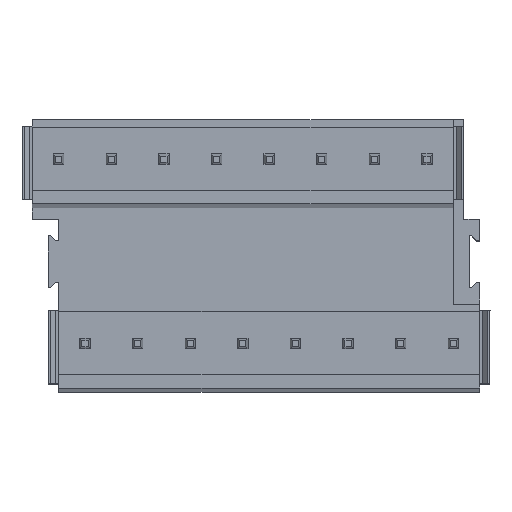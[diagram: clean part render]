
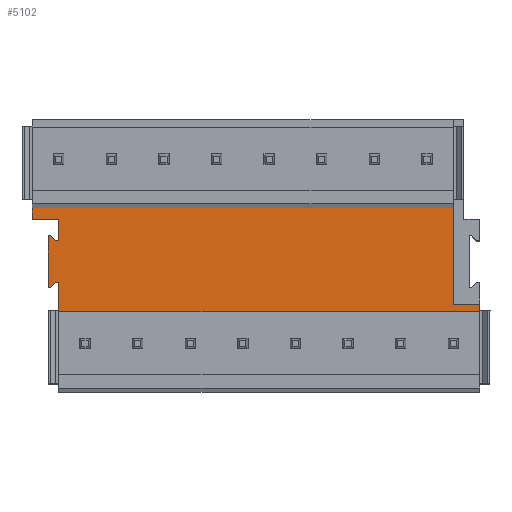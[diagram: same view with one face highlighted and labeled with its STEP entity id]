
A CAD part, top view. The second image highlights one B-rep face of the part: STEP entity #5102.
In plain terms, the highlighted planar face has unit normal (0, 0, 1).
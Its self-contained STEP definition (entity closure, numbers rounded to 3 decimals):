
#3409=AXIS2_PLACEMENT_3D('Plane Axis2P3D',#3406,#3407,#3408) ;
#40=CARTESIAN_POINT('Vertex',(44.18,8.5,15.2)) ;
#56=CARTESIAN_POINT('Vertex',(41.64,8.5,15.2)) ;
#59=CARTESIAN_POINT('Line Origine',(42.91,8.5,15.2)) ;
#111=CARTESIAN_POINT('Vertex',(41.64,18.58,15.2)) ;
#114=CARTESIAN_POINT('Line Origine',(41.64,13.54,15.2)) ;
#213=CARTESIAN_POINT('Line Origine',(44.18,8.15,15.2)) ;
#217=CARTESIAN_POINT('Vertex',(44.18,7.8,15.2)) ;
#3406=CARTESIAN_POINT('Axis2P3D Location',(11.16,0.4,15.2)) ;
#4506=CARTESIAN_POINT('Line Origine',(23.86,7.8,15.2)) ;
#4510=CARTESIAN_POINT('Vertex',(3.54,7.8,15.2)) ;
#4600=CARTESIAN_POINT('Vertex',(1.,18.58,15.2)) ;
#4603=CARTESIAN_POINT('Line Origine',(21.32,18.58,15.2)) ;
#5009=CARTESIAN_POINT('Line Origine',(1.,17.64,15.2)) ;
#5013=CARTESIAN_POINT('Vertex',(1.,16.7,15.2)) ;
#5016=CARTESIAN_POINT('Line Origine',(2.27,16.7,15.2)) ;
#5020=CARTESIAN_POINT('Vertex',(3.54,16.7,15.2)) ;
#5023=CARTESIAN_POINT('Line Origine',(3.54,15.65,15.2)) ;
#5027=CARTESIAN_POINT('Vertex',(3.54,14.6,15.2)) ;
#5030=CARTESIAN_POINT('Line Origine',(3.39,14.6,15.2)) ;
#5034=CARTESIAN_POINT('Vertex',(3.24,14.6,15.2)) ;
#5037=CARTESIAN_POINT('Line Origine',(3.005,14.85,15.2)) ;
#5041=CARTESIAN_POINT('Vertex',(2.77,15.1,15.2)) ;
#5044=CARTESIAN_POINT('Line Origine',(2.655,15.1,15.2)) ;
#5048=CARTESIAN_POINT('Vertex',(2.54,15.1,15.2)) ;
#5051=CARTESIAN_POINT('Line Origine',(2.54,12.6,15.2)) ;
#5055=CARTESIAN_POINT('Vertex',(2.54,10.1,15.2)) ;
#5058=CARTESIAN_POINT('Line Origine',(2.655,10.1,15.2)) ;
#5062=CARTESIAN_POINT('Vertex',(2.77,10.1,15.2)) ;
#5065=CARTESIAN_POINT('Line Origine',(3.005,10.35,15.2)) ;
#5069=CARTESIAN_POINT('Vertex',(3.24,10.6,15.2)) ;
#5072=CARTESIAN_POINT('Line Origine',(3.39,10.6,15.2)) ;
#5076=CARTESIAN_POINT('Vertex',(3.54,10.6,15.2)) ;
#5079=CARTESIAN_POINT('Line Origine',(3.54,9.2,15.2)) ;
#60=DIRECTION('Vector Direction',(-1.,0.,0.)) ;
#115=DIRECTION('Vector Direction',(0.,-1.,0.)) ;
#214=DIRECTION('Vector Direction',(0.,1.,0.)) ;
#3407=DIRECTION('Axis2P3D Direction',(0.,0.,-1.)) ;
#3408=DIRECTION('Axis2P3D XDirection',(0.,1.,0.)) ;
#4507=DIRECTION('Vector Direction',(1.,0.,0.)) ;
#4604=DIRECTION('Vector Direction',(1.,0.,0.)) ;
#5010=DIRECTION('Vector Direction',(0.,1.,0.)) ;
#5017=DIRECTION('Vector Direction',(1.,0.,0.)) ;
#5024=DIRECTION('Vector Direction',(0.,1.,0.)) ;
#5031=DIRECTION('Vector Direction',(1.,0.,0.)) ;
#5038=DIRECTION('Vector Direction',(0.685,-0.729,0.)) ;
#5045=DIRECTION('Vector Direction',(1.,0.,0.)) ;
#5052=DIRECTION('Vector Direction',(0.,1.,0.)) ;
#5059=DIRECTION('Vector Direction',(-1.,0.,0.)) ;
#5066=DIRECTION('Vector Direction',(-0.685,-0.729,0.)) ;
#5073=DIRECTION('Vector Direction',(-1.,0.,0.)) ;
#5080=DIRECTION('Vector Direction',(0.,-1.,0.)) ;
#61=VECTOR('Line Direction',#60,1.) ;
#116=VECTOR('Line Direction',#115,1.) ;
#215=VECTOR('Line Direction',#214,1.) ;
#4508=VECTOR('Line Direction',#4507,1.) ;
#4605=VECTOR('Line Direction',#4604,1.) ;
#5011=VECTOR('Line Direction',#5010,1.) ;
#5018=VECTOR('Line Direction',#5017,1.) ;
#5025=VECTOR('Line Direction',#5024,1.) ;
#5032=VECTOR('Line Direction',#5031,1.) ;
#5039=VECTOR('Line Direction',#5038,1.) ;
#5046=VECTOR('Line Direction',#5045,1.) ;
#5053=VECTOR('Line Direction',#5052,1.) ;
#5060=VECTOR('Line Direction',#5059,1.) ;
#5067=VECTOR('Line Direction',#5066,1.) ;
#5074=VECTOR('Line Direction',#5073,1.) ;
#5081=VECTOR('Line Direction',#5080,1.) ;
#5085=ORIENTED_EDGE('',*,*,#4607,.F.) ;
#5086=ORIENTED_EDGE('',*,*,#5015,.F.) ;
#5087=ORIENTED_EDGE('',*,*,#5022,.T.) ;
#5088=ORIENTED_EDGE('',*,*,#5029,.F.) ;
#5089=ORIENTED_EDGE('',*,*,#5036,.F.) ;
#5090=ORIENTED_EDGE('',*,*,#5043,.F.) ;
#5091=ORIENTED_EDGE('',*,*,#5050,.F.) ;
#5092=ORIENTED_EDGE('',*,*,#5057,.F.) ;
#5093=ORIENTED_EDGE('',*,*,#5064,.F.) ;
#5094=ORIENTED_EDGE('',*,*,#5071,.F.) ;
#5095=ORIENTED_EDGE('',*,*,#5078,.F.) ;
#5096=ORIENTED_EDGE('',*,*,#5083,.T.) ;
#5097=ORIENTED_EDGE('',*,*,#4512,.T.) ;
#5098=ORIENTED_EDGE('',*,*,#219,.T.) ;
#5099=ORIENTED_EDGE('',*,*,#63,.T.) ;
#5100=ORIENTED_EDGE('',*,*,#118,.F.) ;
#5102=ADVANCED_FACE('Housing',(#5101),#3410,.F.) ;
#63=EDGE_CURVE('',#41,#57,#62,.T.) ;
#118=EDGE_CURVE('',#112,#57,#117,.T.) ;
#219=EDGE_CURVE('',#218,#41,#216,.T.) ;
#4512=EDGE_CURVE('',#4511,#218,#4509,.T.) ;
#4607=EDGE_CURVE('',#4601,#112,#4606,.T.) ;
#5015=EDGE_CURVE('',#5014,#4601,#5012,.T.) ;
#5022=EDGE_CURVE('',#5014,#5021,#5019,.T.) ;
#5029=EDGE_CURVE('',#5028,#5021,#5026,.T.) ;
#5036=EDGE_CURVE('',#5035,#5028,#5033,.T.) ;
#5043=EDGE_CURVE('',#5042,#5035,#5040,.T.) ;
#5050=EDGE_CURVE('',#5049,#5042,#5047,.T.) ;
#5057=EDGE_CURVE('',#5056,#5049,#5054,.T.) ;
#5064=EDGE_CURVE('',#5063,#5056,#5061,.T.) ;
#5071=EDGE_CURVE('',#5070,#5063,#5068,.T.) ;
#5078=EDGE_CURVE('',#5077,#5070,#5075,.T.) ;
#5083=EDGE_CURVE('',#5077,#4511,#5082,.T.) ;
#5084=EDGE_LOOP('',(#5085,#5086,#5087,#5088,#5089,#5090,#5091,#5092,#5093,#5094,#5095,#5096,#5097,#5098,#5099,#5100)) ;
#5101=FACE_OUTER_BOUND('',#5084,.T.) ;
#62=LINE('Line',#59,#61) ;
#117=LINE('Line',#114,#116) ;
#216=LINE('Line',#213,#215) ;
#4509=LINE('Line',#4506,#4508) ;
#4606=LINE('Line',#4603,#4605) ;
#5012=LINE('Line',#5009,#5011) ;
#5019=LINE('Line',#5016,#5018) ;
#5026=LINE('Line',#5023,#5025) ;
#5033=LINE('Line',#5030,#5032) ;
#5040=LINE('Line',#5037,#5039) ;
#5047=LINE('Line',#5044,#5046) ;
#5054=LINE('Line',#5051,#5053) ;
#5061=LINE('Line',#5058,#5060) ;
#5068=LINE('Line',#5065,#5067) ;
#5075=LINE('Line',#5072,#5074) ;
#5082=LINE('Line',#5079,#5081) ;
#3410=PLANE('',#3409) ;
#41=VERTEX_POINT('',#40) ;
#57=VERTEX_POINT('',#56) ;
#112=VERTEX_POINT('',#111) ;
#218=VERTEX_POINT('',#217) ;
#4511=VERTEX_POINT('',#4510) ;
#4601=VERTEX_POINT('',#4600) ;
#5014=VERTEX_POINT('',#5013) ;
#5021=VERTEX_POINT('',#5020) ;
#5028=VERTEX_POINT('',#5027) ;
#5035=VERTEX_POINT('',#5034) ;
#5042=VERTEX_POINT('',#5041) ;
#5049=VERTEX_POINT('',#5048) ;
#5056=VERTEX_POINT('',#5055) ;
#5063=VERTEX_POINT('',#5062) ;
#5070=VERTEX_POINT('',#5069) ;
#5077=VERTEX_POINT('',#5076) ;
